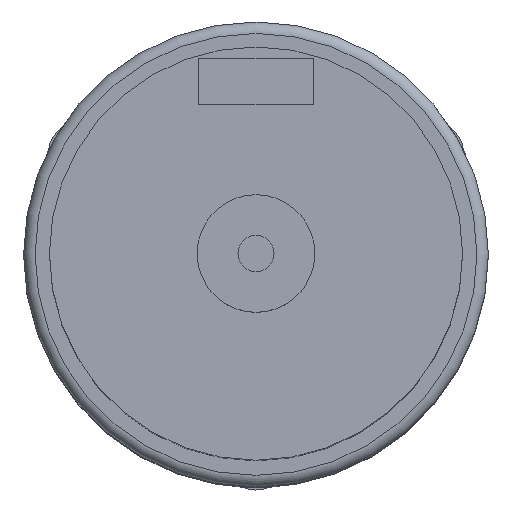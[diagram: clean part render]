
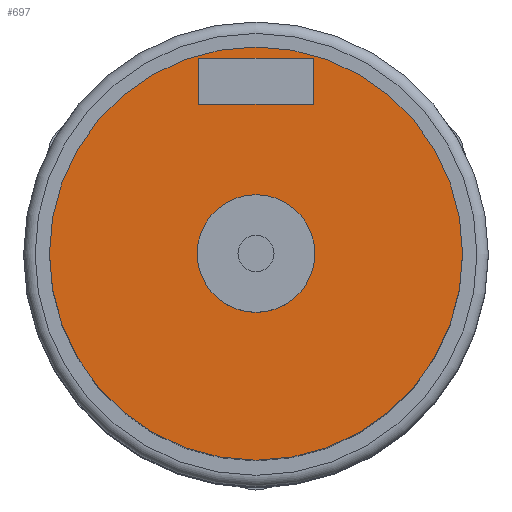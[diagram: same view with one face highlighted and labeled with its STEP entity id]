
A CAD part, top view. The second image highlights one B-rep face of the part: STEP entity #697.
In plain terms, the highlighted planar face has unit normal (0, 0, 1).
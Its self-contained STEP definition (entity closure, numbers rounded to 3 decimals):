
#322=FACE_BOUND('',#1260,.T.);
#323=FACE_BOUND('',#1261,.T.);
#324=FACE_BOUND('',#1262,.T.);
#469=PLANE('',#4329);
#697=ADVANCED_FACE('',(#322,#323,#324),#469,.T.);
#1260=EDGE_LOOP('',(#2706,#2707,#2708,#2709));
#1261=EDGE_LOOP('',(#2710));
#1262=EDGE_LOOP('',(#2711));
#1517=LINE('',#6774,#1752);
#1518=LINE('',#6777,#1753);
#1519=LINE('',#6779,#1754);
#1520=LINE('',#6781,#1755);
#1752=VECTOR('',#5425,1.);
#1753=VECTOR('',#5426,1.);
#1754=VECTOR('',#5427,1.);
#1755=VECTOR('',#5428,1.);
#2706=ORIENTED_EDGE('',*,*,#3590,.T.);
#2707=ORIENTED_EDGE('',*,*,#3591,.T.);
#2708=ORIENTED_EDGE('',*,*,#3592,.F.);
#2709=ORIENTED_EDGE('',*,*,#3593,.F.);
#2710=ORIENTED_EDGE('',*,*,#3594,.F.);
#2711=ORIENTED_EDGE('',*,*,#3595,.F.);
#3097=VERTEX_POINT('',#6775);
#3098=VERTEX_POINT('',#6776);
#3099=VERTEX_POINT('',#6778);
#3100=VERTEX_POINT('',#6780);
#3101=VERTEX_POINT('',#6783);
#3102=VERTEX_POINT('',#6785);
#3590=EDGE_CURVE('',#3097,#3098,#1517,.T.);
#3591=EDGE_CURVE('',#3098,#3099,#1518,.T.);
#3592=EDGE_CURVE('',#3100,#3099,#1519,.T.);
#3593=EDGE_CURVE('',#3097,#3100,#1520,.T.);
#3594=EDGE_CURVE('',#3101,#3101,#3893,.T.);
#3595=EDGE_CURVE('',#3102,#3102,#3894,.T.);
#3893=CIRCLE('',#4327,5.125);
#3894=CIRCLE('',#4328,18.);
#4327=AXIS2_PLACEMENT_3D('',#6782,#5429,#5430);
#4328=AXIS2_PLACEMENT_3D('',#6784,#5431,#5432);
#4329=AXIS2_PLACEMENT_3D('',#6786,#5433,#5434);
#5425=DIRECTION('',(0.,1.,0.));
#5426=DIRECTION('',(1.,0.,0.));
#5427=DIRECTION('',(0.,1.,0.));
#5428=DIRECTION('',(1.,0.,0.));
#5429=DIRECTION('',(0.,0.,1.));
#5430=DIRECTION('',(0.,-1.,0.));
#5431=DIRECTION('',(0.,0.,-1.));
#5432=DIRECTION('',(0.,1.,0.));
#5433=DIRECTION('',(0.,0.,1.));
#5434=DIRECTION('',(0.,-1.,0.));
#6774=CARTESIAN_POINT('',(14.5,32.5,67.7));
#6775=CARTESIAN_POINT('',(14.5,32.5,67.7));
#6776=CARTESIAN_POINT('',(14.5,36.5,67.7));
#6777=CARTESIAN_POINT('',(14.5,36.5,67.7));
#6778=CARTESIAN_POINT('',(24.5,36.5,67.7));
#6779=CARTESIAN_POINT('',(24.5,32.5,67.7));
#6780=CARTESIAN_POINT('',(24.5,32.5,67.7));
#6781=CARTESIAN_POINT('',(14.5,32.5,67.7));
#6782=CARTESIAN_POINT('',(19.5,19.5,67.7));
#6783=CARTESIAN_POINT('',(19.5,14.375,67.7));
#6784=CARTESIAN_POINT('',(19.5,19.5,67.7));
#6785=CARTESIAN_POINT('',(19.5,37.5,67.7));
#6786=CARTESIAN_POINT('',(19.5,19.5,67.7));
